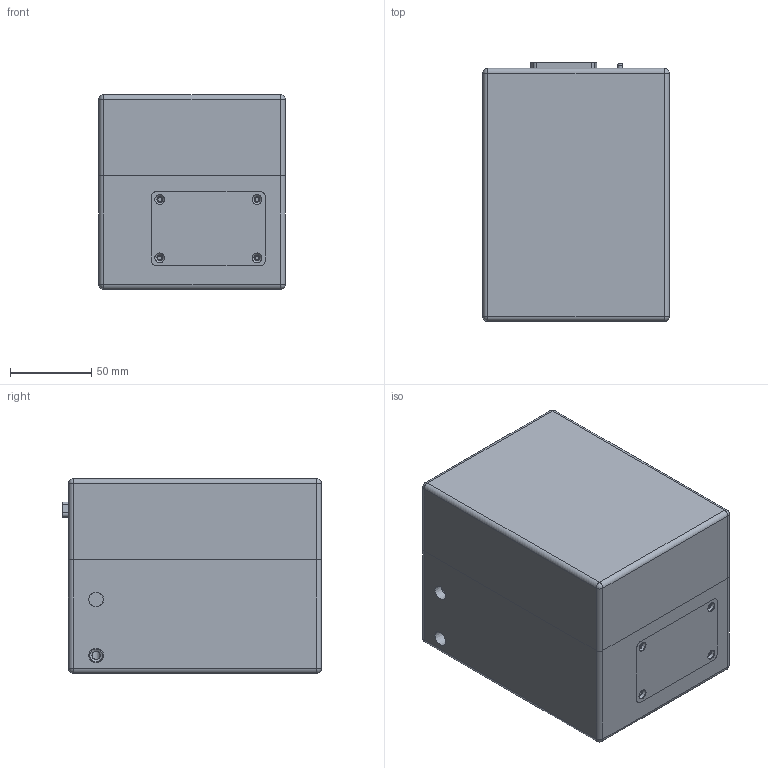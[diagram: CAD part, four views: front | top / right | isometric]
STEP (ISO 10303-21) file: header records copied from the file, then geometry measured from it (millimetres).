
FILE_DESCRIPTION (( 'STEP AP203' ), '1' );
FILE_NAME ('PROSCAN（X）16A.STEP', '2020-12-22T09:57:04', ( 'Windows 用户' ), ( '' ), 'SwSTEP 2.0', 'SolidWorks 2016', '' );
FILE_SCHEMA (( 'CONFIG_CONTROL_DESIGN' ));
Length unit declared in the file: millimetre
Products named in the file (1): PROSCANㄗXㄘ16A
Bounding box: 115 x 159.6 x 120 mm (x, y, z)
Volume: 544185.4 mm3; surface area: 199801 mm2
Topology: 5 solids, 5 shells, 390 faces, 1045 edges, 665 vertices
Faces by surface type: cylinder 199, plane 140, cone 29, bspline 12, sphere 8, torus 2
Full cylindrical faces by diameter (mm): 1.3 x25, 2.5 x4, 2.9 x2, 3.05 x2, 3.2 x2, 3.3 x8, 3.4 x4, 3.8 x2, 4 x4, 4.2 x7, 4.5 x4, 5 x2, 6 x6, 7.9 x1, 8 x4, 18 x1, 50 x1, 82 x1, 84 x1
Entity records: 12057 total; most frequent: CARTESIAN_POINT 2411, DIRECTION 2068, ORIENTED_EDGE 1798, EDGE_CURVE 899, AXIS2_PLACEMENT_3D 812, VERTEX_POINT 631, EDGE_LOOP 620, FACE_OUTER_BOUND 473
